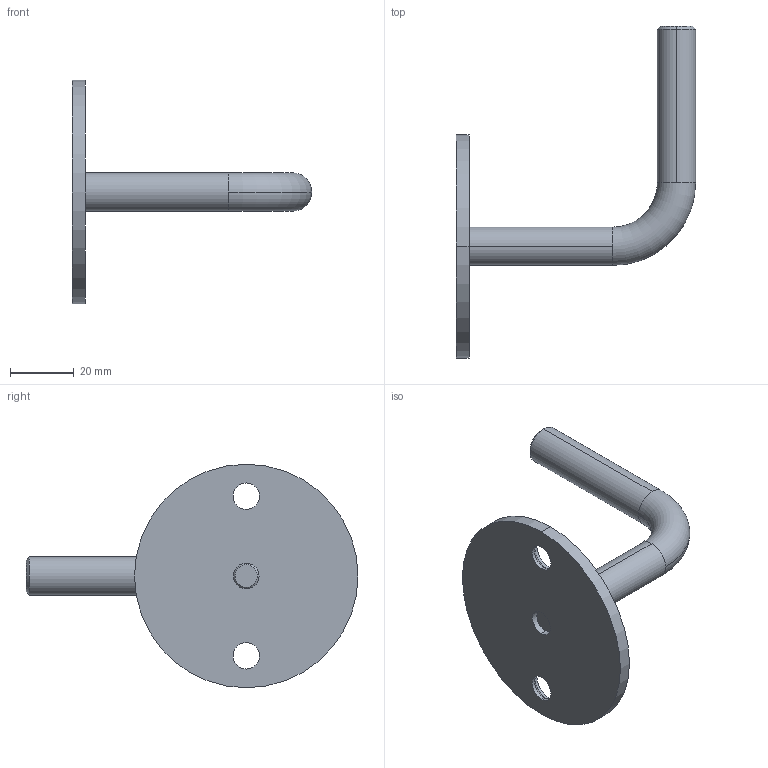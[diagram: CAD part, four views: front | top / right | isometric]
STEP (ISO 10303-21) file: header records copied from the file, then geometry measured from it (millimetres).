
FILE_DESCRIPTION (( 'STEP AP203' ), '1' );
FILE_NAME ('A_0118-270-B.STEP', '2020-03-05T14:12:11', ( '' ), ( '' ), 'SwSTEP 2.0', 'SolidWorks 2019', '' );
FILE_SCHEMA (( 'CONFIG_CONTROL_DESIGN' ));
Length unit declared in the file: millimetre
Products named in the file (3): A_0118-270-B; A_0118-270-B P2; A_0118-270-B P1
Assembly tree (2 placements, depth 2):
  A_0118-270-B
    A_0118-270-B P1
    A_0118-270-B P2
Bounding box: 75 x 104 x 70 mm (x, y, z)
Volume: 28805.4 mm3; surface area: 13522.5 mm2
Topology: 2 solids, 2 shells, 35 faces, 76 edges, 46 vertices
Faces by surface type: cylinder 18, cone 10, plane 5, torus 2
Entity records: 1283 total; most frequent: DIRECTION 204, CARTESIAN_POINT 162, ORIENTED_EDGE 152, AXIS2_PLACEMENT_3D 88, EDGE_CURVE 76, CIRCLE 48, VERTEX_POINT 46, EDGE_LOOP 42
